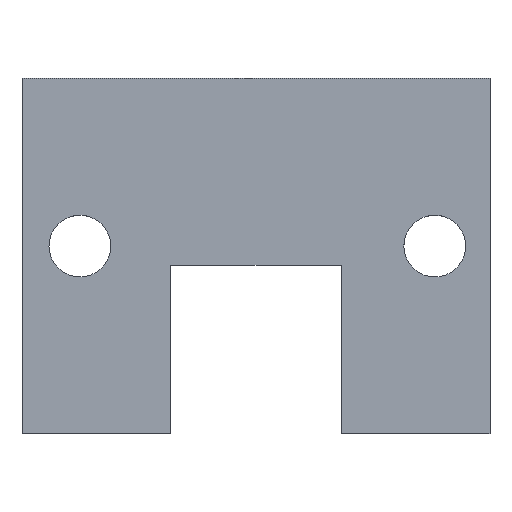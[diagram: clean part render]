
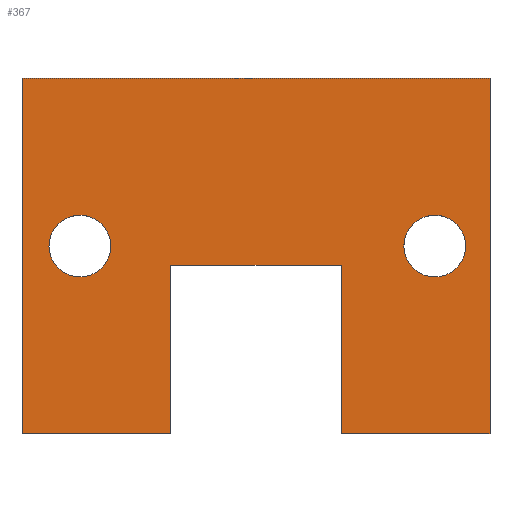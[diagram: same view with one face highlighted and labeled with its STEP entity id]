
A CAD part, top view. The second image highlights one B-rep face of the part: STEP entity #367.
In plain terms, the highlighted planar face has unit normal (0, 0, 1).
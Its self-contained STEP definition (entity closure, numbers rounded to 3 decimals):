
#6 = DIRECTION ( 'NONE',  ( 1., 0., 0. ) ) ;
#7 = ORIENTED_EDGE ( 'NONE', *, *, #205, .T. ) ;
#12 = LINE ( 'NONE', #153, #429 ) ;
#14 = VERTEX_POINT ( 'NONE', #432 ) ;
#15 = CARTESIAN_POINT ( 'NONE',  ( 0., 19., 4. ) ) ;
#18 = LINE ( 'NONE', #165, #337 ) ;
#33 = CIRCLE ( 'NONE', #112, 1.65 ) ;
#36 = CARTESIAN_POINT ( 'NONE',  ( 3.092, 10.032, 4. ) ) ;
#41 = EDGE_CURVE ( 'NONE', #264, #238, #158, .T. ) ;
#45 = VECTOR ( 'NONE', #218, 1000. ) ;
#46 = CARTESIAN_POINT ( 'NONE',  ( 25., 0., 4. ) ) ;
#48 = ORIENTED_EDGE ( 'NONE', *, *, #426, .T. ) ;
#49 = CARTESIAN_POINT ( 'NONE',  ( 0., 0., 4. ) ) ;
#55 = EDGE_CURVE ( 'NONE', #199, #451, #306, .T. ) ;
#57 = DIRECTION ( 'NONE',  ( 1., 0., 0. ) ) ;
#60 = EDGE_CURVE ( 'NONE', #145, #213, #281, .T. ) ;
#69 = CARTESIAN_POINT ( 'NONE',  ( 0., 0., 4. ) ) ;
#94 = ORIENTED_EDGE ( 'NONE', *, *, #332, .T. ) ;
#97 = CARTESIAN_POINT ( 'NONE',  ( 7.95, 0., 4. ) ) ;
#101 = LINE ( 'NONE', #358, #251 ) ;
#105 = EDGE_CURVE ( 'NONE', #14, #455, #12, .T. ) ;
#108 = ORIENTED_EDGE ( 'NONE', *, *, #231, .F. ) ;
#112 = AXIS2_PLACEMENT_3D ( 'NONE', #130, #128, #126 ) ;
#113 = EDGE_LOOP ( 'NONE', ( #413, #179 ) ) ;
#122 = ORIENTED_EDGE ( 'NONE', *, *, #243, .T. ) ;
#123 = VECTOR ( 'NONE', #428, 1000. ) ;
#126 = DIRECTION ( 'NONE',  ( 1., 0., 0. ) ) ;
#128 = DIRECTION ( 'NONE',  ( 0., 0., 1. ) ) ;
#130 = CARTESIAN_POINT ( 'NONE',  ( 22.05, 10.032, 4. ) ) ;
#139 = DIRECTION ( 'NONE',  ( 0., 0., -1. ) ) ;
#141 = LINE ( 'NONE', #436, #123 ) ;
#143 = EDGE_LOOP ( 'NONE', ( #7, #331, #122, #48, #325, #345, #94, #149 ) ) ;
#145 = VERTEX_POINT ( 'NONE', #374 ) ;
#149 = ORIENTED_EDGE ( 'NONE', *, *, #450, .T. ) ;
#153 = CARTESIAN_POINT ( 'NONE',  ( 17.05, 0., 4. ) ) ;
#158 = CIRCLE ( 'NONE', #229, 1.65 ) ;
#159 = LINE ( 'NONE', #386, #476 ) ;
#163 = DIRECTION ( 'NONE',  ( 0., 1., 0. ) ) ;
#164 = VECTOR ( 'NONE', #163, 1000. ) ;
#165 = CARTESIAN_POINT ( 'NONE',  ( 17.05, 0., 4. ) ) ;
#176 = CARTESIAN_POINT ( 'NONE',  ( 25., 19., 4. ) ) ;
#179 = ORIENTED_EDGE ( 'NONE', *, *, #278, .F. ) ;
#181 = VERTEX_POINT ( 'NONE', #414 ) ;
#195 = CARTESIAN_POINT ( 'NONE',  ( 1.442, 10.032, 4. ) ) ;
#199 = VERTEX_POINT ( 'NONE', #49 ) ;
#200 = CARTESIAN_POINT ( 'NONE',  ( 7.95, 9., 4. ) ) ;
#205 = EDGE_CURVE ( 'NONE', #220, #199, #159, .T. ) ;
#213 = VERTEX_POINT ( 'NONE', #349 ) ;
#215 = VERTEX_POINT ( 'NONE', #200 ) ;
#218 = DIRECTION ( 'NONE',  ( 1., 0., 0. ) ) ;
#220 = VERTEX_POINT ( 'NONE', #15 ) ;
#229 = AXIS2_PLACEMENT_3D ( 'NONE', #36, #417, #271 ) ;
#231 = EDGE_CURVE ( 'NONE', #213, #145, #33, .T. ) ;
#235 = CARTESIAN_POINT ( 'NONE',  ( 4.742, 10.032, 4. ) ) ;
#238 = VERTEX_POINT ( 'NONE', #195 ) ;
#243 = EDGE_CURVE ( 'NONE', #451, #215, #353, .T. ) ;
#250 = FACE_OUTER_BOUND ( 'NONE', #143, .T. ) ;
#251 = VECTOR ( 'NONE', #397, 1000. ) ;
#256 = ORIENTED_EDGE ( 'NONE', *, *, #60, .F. ) ;
#258 = CARTESIAN_POINT ( 'NONE',  ( 0., 0., 4. ) ) ;
#262 = DIRECTION ( 'NONE',  ( 0., 0., 1. ) ) ;
#264 = VERTEX_POINT ( 'NONE', #235 ) ;
#268 = VECTOR ( 'NONE', #402, 1000. ) ;
#271 = DIRECTION ( 'NONE',  ( 1., 0., 0. ) ) ;
#276 = DIRECTION ( 'NONE',  ( 0., -1., 0. ) ) ;
#278 = EDGE_CURVE ( 'NONE', #238, #264, #466, .T. ) ;
#281 = CIRCLE ( 'NONE', #369, 1.65 ) ;
#283 = EDGE_CURVE ( 'NONE', #181, #14, #18, .T. ) ;
#288 = FACE_BOUND ( 'NONE', #290, .T. ) ;
#289 = AXIS2_PLACEMENT_3D ( 'NONE', #69, #139, #470 ) ;
#290 = EDGE_LOOP ( 'NONE', ( #108, #256 ) ) ;
#301 = DIRECTION ( 'NONE',  ( 1., 0., 0. ) ) ;
#306 = LINE ( 'NONE', #258, #45 ) ;
#325 = ORIENTED_EDGE ( 'NONE', *, *, #283, .T. ) ;
#331 = ORIENTED_EDGE ( 'NONE', *, *, #55, .T. ) ;
#332 = EDGE_CURVE ( 'NONE', #455, #368, #101, .T. ) ;
#337 = VECTOR ( 'NONE', #462, 1000. ) ;
#345 = ORIENTED_EDGE ( 'NONE', *, *, #105, .T. ) ;
#349 = CARTESIAN_POINT ( 'NONE',  ( 23.7, 10.032, 4. ) ) ;
#353 = LINE ( 'NONE', #425, #164 ) ;
#358 = CARTESIAN_POINT ( 'NONE',  ( 25., 0., 4. ) ) ;
#359 = FACE_BOUND ( 'NONE', #113, .T. ) ;
#367 = ADVANCED_FACE ( 'NONE', ( #288, #359, #250 ), #467, .F. ) ;
#368 = VERTEX_POINT ( 'NONE', #176 ) ;
#369 = AXIS2_PLACEMENT_3D ( 'NONE', #383, #262, #6 ) ;
#374 = CARTESIAN_POINT ( 'NONE',  ( 20.4, 10.032, 4. ) ) ;
#383 = CARTESIAN_POINT ( 'NONE',  ( 22.05, 10.032, 4. ) ) ;
#386 = CARTESIAN_POINT ( 'NONE',  ( 0., 0., 4. ) ) ;
#389 = CARTESIAN_POINT ( 'NONE',  ( 3.092, 10.032, 4. ) ) ;
#390 = AXIS2_PLACEMENT_3D ( 'NONE', #389, #394, #57 ) ;
#394 = DIRECTION ( 'NONE',  ( 0., 0., 1. ) ) ;
#397 = DIRECTION ( 'NONE',  ( 0., 1., 0. ) ) ;
#402 = DIRECTION ( 'NONE',  ( 1., 0., 0. ) ) ;
#413 = ORIENTED_EDGE ( 'NONE', *, *, #41, .F. ) ;
#414 = CARTESIAN_POINT ( 'NONE',  ( 17.05, 9., 4. ) ) ;
#417 = DIRECTION ( 'NONE',  ( 0., 0., 1. ) ) ;
#425 = CARTESIAN_POINT ( 'NONE',  ( 7.95, 0., 4. ) ) ;
#426 = EDGE_CURVE ( 'NONE', #215, #181, #473, .T. ) ;
#428 = DIRECTION ( 'NONE',  ( -1., 0., 0. ) ) ;
#429 = VECTOR ( 'NONE', #301, 1000. ) ;
#432 = CARTESIAN_POINT ( 'NONE',  ( 17.05, 0., 4. ) ) ;
#434 = CARTESIAN_POINT ( 'NONE',  ( 7.95, 9., 4. ) ) ;
#436 = CARTESIAN_POINT ( 'NONE',  ( 0., 19., 4. ) ) ;
#450 = EDGE_CURVE ( 'NONE', #368, #220, #141, .T. ) ;
#451 = VERTEX_POINT ( 'NONE', #97 ) ;
#455 = VERTEX_POINT ( 'NONE', #46 ) ;
#462 = DIRECTION ( 'NONE',  ( 0., -1., 0. ) ) ;
#466 = CIRCLE ( 'NONE', #390, 1.65 ) ;
#467 = PLANE ( 'NONE',  #289 ) ;
#470 = DIRECTION ( 'NONE',  ( -1., 0., 0. ) ) ;
#473 = LINE ( 'NONE', #434, #268 ) ;
#476 = VECTOR ( 'NONE', #276, 1000. ) ;
